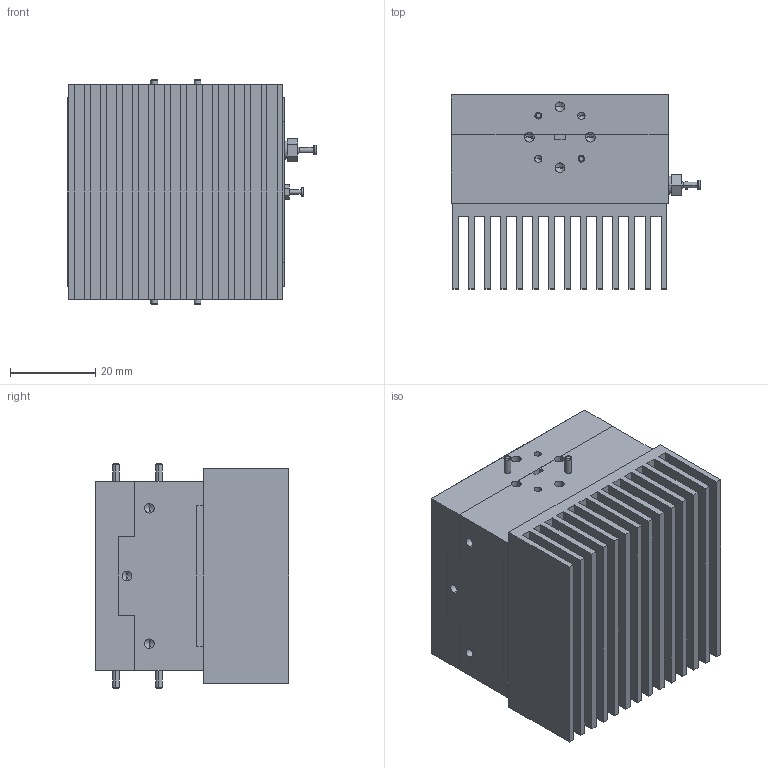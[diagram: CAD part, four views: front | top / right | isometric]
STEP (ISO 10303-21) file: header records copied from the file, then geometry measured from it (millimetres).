
FILE_DESCRIPTION (( 'STEP AP214' ), '1' );
FILE_NAME ('FMWGA3221_3D.step', '2023-01-26T23:42:21', ( '' ), ( '' ), 'SwSTEP 2.0', 'SolidWorks 2022', '' );
FILE_SCHEMA (( 'AUTOMOTIVE_DESIGN' ));
Length unit declared in the file: inch
Products named in the file (1): FMWGA3221_3D
Bounding box: 58.37 x 45.44 x 52.58 mm (x, y, z)
Volume: 80978.6 mm3; surface area: 53546.6 mm2
Topology: 15 solids, 15 shells, 979 faces, 2674 edges, 1732 vertices
Faces by surface type: plane 605, bspline 204, cylinder 96, cone 60, torus 14
Entity records: 48159 total; most frequent: CARTESIAN_POINT 15673, ORIENTED_EDGE 5232, DIRECTION 3984, EDGE_CURVE 2616, VECTOR 1968, LINE 1968, VERTEX_POINT 1729, EDGE_LOOP 1095
